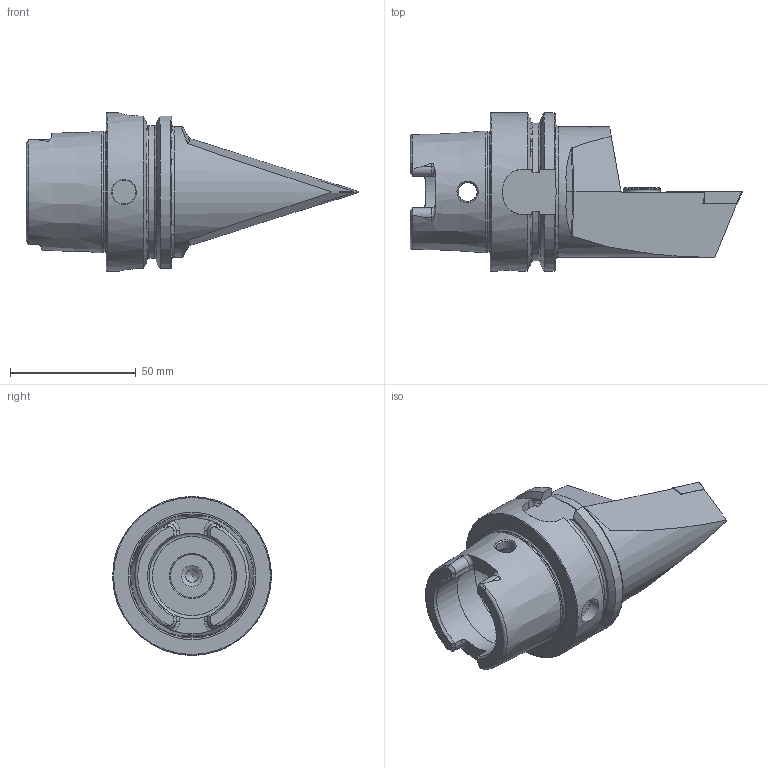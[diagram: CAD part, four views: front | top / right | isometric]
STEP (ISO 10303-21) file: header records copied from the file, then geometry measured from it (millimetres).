
FILE_DESCRIPTION (( 'STEP AP214' ), '1' );
FILE_NAME ('HA6.KVB.NVA.100-HP.STEP', '2021-12-09T11:01:44', ( '' ), ( '' ), 'SwSTEP 2.0', 'SolidWorks 2017', '' );
FILE_SCHEMA (( 'AUTOMOTIVE_DESIGN' ));
Length unit declared in the file: millimetre
Products named in the file (10): HA6.KVB.NVA.100-HP; HA6-KVB.NVA.100-HP_B; DIN 7991 - M5x15; ISO 8752 2x8; WCB-ER2.001.009_A; CHP-ER1.015.006; VCMT160404; CHP-ER1.015.006_A; DIN 3771 - 13x1; CHP-ER1.008.014_A
Assembly tree (9 placements, depth 3):
  HA6.KVB.NVA.100-HP
    HA6-KVB.NVA.100-HP_B
    VCMT160404
    WCB-ER2.001.009_A
    CHP-ER1.008.014_A
    ISO 8752 2x8
    CHP-ER1.015.006
      CHP-ER1.015.006_A
      DIN 3771 - 13x1
      DIN 7991 - M5x15
Bounding box: 131.9 x 63 x 63 mm (x, y, z)
Volume: 138525.9 mm3; surface area: 32860.7 mm2
Topology: 8 solids, 8 shells, 313 faces, 782 edges, 484 vertices
Faces by surface type: plane 122, cylinder 77, cone 67, torus 28, bspline 18, sphere 1
Full cylindrical faces by diameter (mm): 2 x1, 2.5 x1, 3 x1, 3.3 x1, 4 x1, 4.2 x2, 4.4 x1, 5 x6, 5.2 x1, 5.25 x1, 5.5 x1, 6.1 x1, 7 x1, 7.5 x2, 8 x1, 8.4 x1, 10 x2, 13.4 x1, 15 x4, 17 x1, 19 x1, 34 x2, 40 x1, 47.941 x1, 52 x1, 63 x1
Entity records: 11358 total; most frequent: CARTESIAN_POINT 3953, ORIENTED_EDGE 1322, DIRECTION 1287, EDGE_CURVE 661, AXIS2_PLACEMENT_3D 524, VERTEX_POINT 457, EDGE_LOOP 420, FACE_OUTER_BOUND 367
